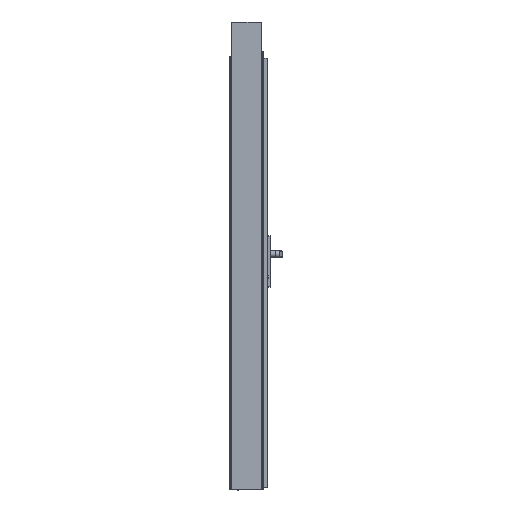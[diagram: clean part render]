
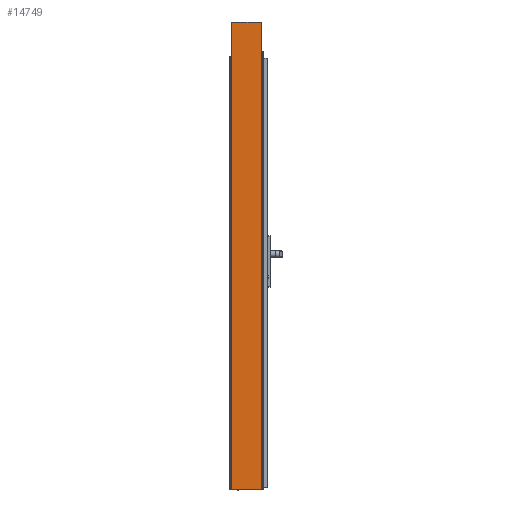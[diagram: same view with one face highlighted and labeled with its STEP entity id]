
A CAD part, left-side view. The second image highlights one B-rep face of the part: STEP entity #14749.
In plain terms, the highlighted planar face has unit normal (-1, 0, 0).
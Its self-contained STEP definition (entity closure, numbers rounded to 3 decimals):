
#14749=ADVANCED_FACE('',(#24889),#21639,.T.);
#21639=PLANE('',#119540);
#24889=FACE_OUTER_BOUND('',#30729,.T.);
#30729=EDGE_LOOP('',(#38965,#38966,#38967,#38968));
#38965=ORIENTED_EDGE('',*,*,#82844,.T.);
#38966=ORIENTED_EDGE('',*,*,#82843,.T.);
#38967=ORIENTED_EDGE('',*,*,#82845,.F.);
#38968=ORIENTED_EDGE('',*,*,#82823,.T.);
#71877=VERTEX_POINT('',#160387);
#71879=VERTEX_POINT('',#160390);
#71891=VERTEX_POINT('',#160426);
#71892=VERTEX_POINT('',#160428);
#82823=EDGE_CURVE('',#71879,#71877,#99293,.T.);
#82843=EDGE_CURVE('',#71891,#71892,#99313,.T.);
#82844=EDGE_CURVE('',#71877,#71891,#99314,.T.);
#82845=EDGE_CURVE('',#71879,#71892,#99315,.T.);
#99293=LINE('',#160389,#109298);
#99313=LINE('',#160429,#109318);
#99314=LINE('',#160431,#109319);
#99315=LINE('',#160432,#109320);
#109298=VECTOR('',#129741,1.);
#109318=VECTOR('',#129773,1.);
#109319=VECTOR('',#129776,1.);
#109320=VECTOR('',#129777,1.);
#119540=AXIS2_PLACEMENT_3D('',#160433,#129778,#129779);
#129741=DIRECTION('',(0.,-1.,0.));
#129773=DIRECTION('',(0.,1.,0.));
#129776=DIRECTION('',(0.,0.,1.));
#129777=DIRECTION('',(0.,0.,1.));
#129778=DIRECTION('',(-1.,0.,0.));
#129779=DIRECTION('',(0.,0.,1.));
#160387=CARTESIAN_POINT('',(-492.5,-15.,-7.75));
#160389=CARTESIAN_POINT('',(-492.5,125.,-7.75));
#160390=CARTESIAN_POINT('',(-492.5,125.,-7.75));
#160426=CARTESIAN_POINT('',(-492.5,-15.,2200.25));
#160428=CARTESIAN_POINT('',(-492.5,125.,2200.25));
#160429=CARTESIAN_POINT('',(-492.5,125.,2200.25));
#160431=CARTESIAN_POINT('',(-492.5,-15.,2200.25));
#160432=CARTESIAN_POINT('',(-492.5,125.,2200.25));
#160433=CARTESIAN_POINT('',(-492.5,125.,2200.25));
